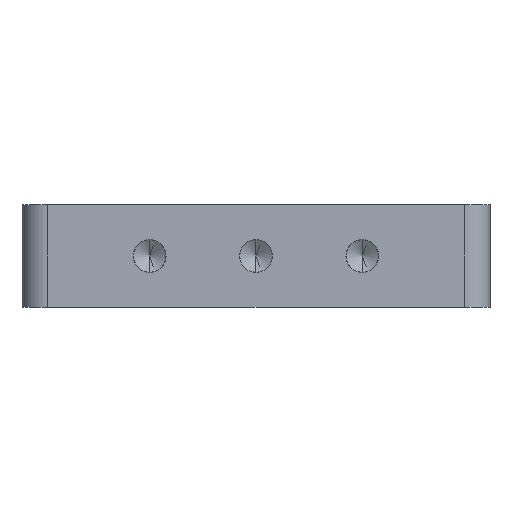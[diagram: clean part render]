
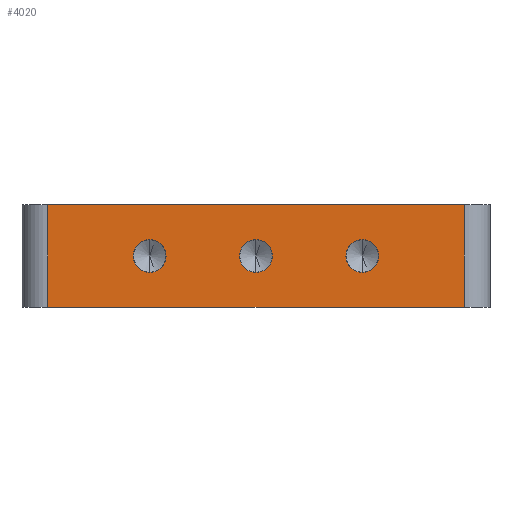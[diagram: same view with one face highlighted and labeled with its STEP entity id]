
A CAD part, left-side view. The second image highlights one B-rep face of the part: STEP entity #4020.
In plain terms, the highlighted planar face has unit normal (-1, 0, 0).
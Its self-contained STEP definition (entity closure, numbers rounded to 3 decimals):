
#14 = CARTESIAN_POINT ( 'NONE',  ( -27.5, -24.5, 12. ) ) ;
#35 = ORIENTED_EDGE ( 'NONE', *, *, #2707, .F. ) ;
#193 = CARTESIAN_POINT ( 'NONE',  ( -27.5, -12.5, 6. ) ) ;
#244 = EDGE_LOOP ( 'NONE', ( #1620, #682 ) ) ;
#265 = CARTESIAN_POINT ( 'NONE',  ( -27.5, -24.5, 0. ) ) ;
#266 = EDGE_LOOP ( 'NONE', ( #309, #3133 ) ) ;
#309 = ORIENTED_EDGE ( 'NONE', *, *, #1786, .F. ) ;
#314 = CARTESIAN_POINT ( 'NONE',  ( -27.5, -12.5, 4.075 ) ) ;
#324 = FACE_OUTER_BOUND ( 'NONE', #1855, .T. ) ;
#348 = FACE_BOUND ( 'NONE', #3605, .T. ) ;
#405 = CARTESIAN_POINT ( 'NONE',  ( -27.5, 0., 6. ) ) ;
#523 = ORIENTED_EDGE ( 'NONE', *, *, #2657, .F. ) ;
#550 = AXIS2_PLACEMENT_3D ( 'NONE', #2136, #604, #4530 ) ;
#604 = DIRECTION ( 'NONE',  ( -1., 0., 0. ) ) ;
#682 = ORIENTED_EDGE ( 'NONE', *, *, #3856, .F. ) ;
#766 = LINE ( 'NONE', #4233, #1555 ) ;
#959 = CIRCLE ( 'NONE', #550, 1.925 ) ;
#993 = DIRECTION ( 'NONE',  ( 0., 0., 1. ) ) ;
#1066 = DIRECTION ( 'NONE',  ( 0., 0., 1. ) ) ;
#1143 = CARTESIAN_POINT ( 'NONE',  ( -27.5, 27.5, 12. ) ) ;
#1165 = DIRECTION ( 'NONE',  ( -1., 0., 0. ) ) ;
#1174 = DIRECTION ( 'NONE',  ( 0., 0., 1. ) ) ;
#1180 = AXIS2_PLACEMENT_3D ( 'NONE', #193, #2083, #993 ) ;
#1425 = CIRCLE ( 'NONE', #1180, 1.925 ) ;
#1439 = EDGE_CURVE ( 'NONE', #4632, #3725, #2399, .T. ) ;
#1461 = LINE ( 'NONE', #1902, #2424 ) ;
#1555 = VECTOR ( 'NONE', #1947, 1000. ) ;
#1589 = LINE ( 'NONE', #3137, #3231 ) ;
#1620 = ORIENTED_EDGE ( 'NONE', *, *, #3929, .F. ) ;
#1718 = AXIS2_PLACEMENT_3D ( 'NONE', #3822, #4259, #1174 ) ;
#1749 = VERTEX_POINT ( 'NONE', #3272 ) ;
#1786 = EDGE_CURVE ( 'NONE', #3725, #4632, #1425, .T. ) ;
#1792 = DIRECTION ( 'NONE',  ( -1., 0., 0. ) ) ;
#1831 = CARTESIAN_POINT ( 'NONE',  ( -27.5, 12.5, 6. ) ) ;
#1855 = EDGE_LOOP ( 'NONE', ( #2379, #2155, #1870, #3365 ) ) ;
#1861 = CARTESIAN_POINT ( 'NONE',  ( -27.5, 24.5, 12. ) ) ;
#1870 = ORIENTED_EDGE ( 'NONE', *, *, #2714, .T. ) ;
#1873 = DIRECTION ( 'NONE',  ( 0., -1., 0. ) ) ;
#1883 = CIRCLE ( 'NONE', #1718, 1.925 ) ;
#1902 = CARTESIAN_POINT ( 'NONE',  ( -27.5, 27.5, 12. ) ) ;
#1937 = DIRECTION ( 'NONE',  ( 0., 1., 0. ) ) ;
#1947 = DIRECTION ( 'NONE',  ( 0., -1., 0. ) ) ;
#2024 = DIRECTION ( 'NONE',  ( 0., 0., -1. ) ) ;
#2040 = VECTOR ( 'NONE', #2024, 1000. ) ;
#2083 = DIRECTION ( 'NONE',  ( -1., 0., 0. ) ) ;
#2136 = CARTESIAN_POINT ( 'NONE',  ( -27.5, 12.5, 6. ) ) ;
#2155 = ORIENTED_EDGE ( 'NONE', *, *, #2380, .T. ) ;
#2253 = AXIS2_PLACEMENT_3D ( 'NONE', #1143, #3787, #1937 ) ;
#2379 = ORIENTED_EDGE ( 'NONE', *, *, #4670, .F. ) ;
#2380 = EDGE_CURVE ( 'NONE', #4054, #2953, #4740, .T. ) ;
#2399 = CIRCLE ( 'NONE', #3288, 1.925 ) ;
#2424 = VECTOR ( 'NONE', #1873, 1000. ) ;
#2565 = VERTEX_POINT ( 'NONE', #4464 ) ;
#2657 = EDGE_CURVE ( 'NONE', #3735, #1749, #4969, .T. ) ;
#2689 = CARTESIAN_POINT ( 'NONE',  ( -27.5, 12.5, 4.075 ) ) ;
#2707 = EDGE_CURVE ( 'NONE', #1749, #3735, #1883, .T. ) ;
#2714 = EDGE_CURVE ( 'NONE', #2953, #4408, #766, .T. ) ;
#2900 = CARTESIAN_POINT ( 'NONE',  ( -27.5, -12.5, 6. ) ) ;
#2953 = VERTEX_POINT ( 'NONE', #2972 ) ;
#2972 = CARTESIAN_POINT ( 'NONE',  ( -27.5, 24.5, 0. ) ) ;
#3078 = FACE_BOUND ( 'NONE', #244, .T. ) ;
#3097 = AXIS2_PLACEMENT_3D ( 'NONE', #405, #3491, #3418 ) ;
#3133 = ORIENTED_EDGE ( 'NONE', *, *, #1439, .F. ) ;
#3137 = CARTESIAN_POINT ( 'NONE',  ( -27.5, -24.5, 12. ) ) ;
#3231 = VECTOR ( 'NONE', #3956, 1000. ) ;
#3272 = CARTESIAN_POINT ( 'NONE',  ( -27.5, 0., 4.075 ) ) ;
#3288 = AXIS2_PLACEMENT_3D ( 'NONE', #2900, #1792, #3311 ) ;
#3311 = DIRECTION ( 'NONE',  ( 0., 0., 1. ) ) ;
#3365 = ORIENTED_EDGE ( 'NONE', *, *, #4560, .T. ) ;
#3418 = DIRECTION ( 'NONE',  ( 0., 0., 1. ) ) ;
#3491 = DIRECTION ( 'NONE',  ( -1., 0., 0. ) ) ;
#3605 = EDGE_LOOP ( 'NONE', ( #523, #35 ) ) ;
#3647 = CARTESIAN_POINT ( 'NONE',  ( -27.5, 24.5, 12. ) ) ;
#3724 = AXIS2_PLACEMENT_3D ( 'NONE', #1831, #1165, #1066 ) ;
#3725 = VERTEX_POINT ( 'NONE', #3998 ) ;
#3735 = VERTEX_POINT ( 'NONE', #4309 ) ;
#3787 = DIRECTION ( 'NONE',  ( 1., 0., 0. ) ) ;
#3822 = CARTESIAN_POINT ( 'NONE',  ( -27.5, 0., 6. ) ) ;
#3839 = FACE_BOUND ( 'NONE', #266, .T. ) ;
#3856 = EDGE_CURVE ( 'NONE', #4384, #2565, #959, .T. ) ;
#3929 = EDGE_CURVE ( 'NONE', #2565, #4384, #3970, .T. ) ;
#3956 = DIRECTION ( 'NONE',  ( 0., 0., 1. ) ) ;
#3970 = CIRCLE ( 'NONE', #3724, 1.925 ) ;
#3998 = CARTESIAN_POINT ( 'NONE',  ( -27.5, -12.5, 7.925 ) ) ;
#4020 = ADVANCED_FACE ( 'NONE', ( #3839, #348, #3078, #324 ), #5008, .F. ) ;
#4054 = VERTEX_POINT ( 'NONE', #1861 ) ;
#4233 = CARTESIAN_POINT ( 'NONE',  ( -27.5, 27.5, 0. ) ) ;
#4259 = DIRECTION ( 'NONE',  ( -1., 0., 0. ) ) ;
#4309 = CARTESIAN_POINT ( 'NONE',  ( -27.5, 0., 7.925 ) ) ;
#4384 = VERTEX_POINT ( 'NONE', #2689 ) ;
#4408 = VERTEX_POINT ( 'NONE', #265 ) ;
#4464 = CARTESIAN_POINT ( 'NONE',  ( -27.5, 12.5, 7.925 ) ) ;
#4530 = DIRECTION ( 'NONE',  ( 0., 0., 1. ) ) ;
#4551 = VERTEX_POINT ( 'NONE', #14 ) ;
#4560 = EDGE_CURVE ( 'NONE', #4408, #4551, #1589, .T. ) ;
#4632 = VERTEX_POINT ( 'NONE', #314 ) ;
#4670 = EDGE_CURVE ( 'NONE', #4054, #4551, #1461, .T. ) ;
#4740 = LINE ( 'NONE', #3647, #2040 ) ;
#4969 = CIRCLE ( 'NONE', #3097, 1.925 ) ;
#5008 = PLANE ( 'NONE',  #2253 ) ;
